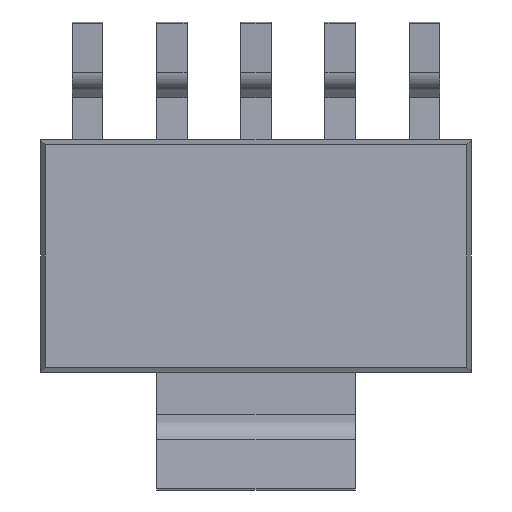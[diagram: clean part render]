
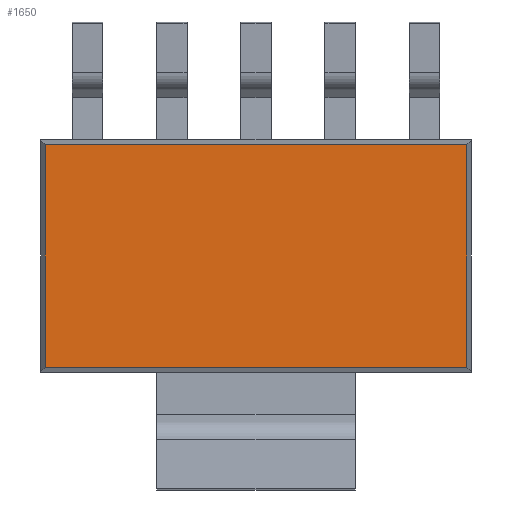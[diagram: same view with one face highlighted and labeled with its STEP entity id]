
A CAD part, front view. The second image highlights one B-rep face of the part: STEP entity #1650.
In plain terms, the highlighted planar face has unit normal (0, -1, 0).
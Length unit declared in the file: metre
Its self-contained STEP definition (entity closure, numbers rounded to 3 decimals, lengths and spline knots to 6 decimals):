
#96=ORIENTED_EDGE('',*,*,#584,.T.);
#97=ORIENTED_EDGE('',*,*,#585,.T.);
#98=ORIENTED_EDGE('',*,*,#586,.T.);
#99=ORIENTED_EDGE('',*,*,#587,.T.);
#584=EDGE_CURVE('',#828,#829,#988,.T.);
#585=EDGE_CURVE('',#829,#830,#989,.T.);
#586=EDGE_CURVE('',#830,#831,#990,.T.);
#587=EDGE_CURVE('',#831,#828,#991,.T.);
#828=VERTEX_POINT('',#2485);
#829=VERTEX_POINT('',#2486);
#830=VERTEX_POINT('',#2488);
#831=VERTEX_POINT('',#2490);
#988=LINE('',#2484,#1184);
#989=LINE('',#2487,#1185);
#990=LINE('',#2489,#1186);
#991=LINE('',#2491,#1187);
#1184=VECTOR('',#1984,1.);
#1185=VECTOR('',#1985,1.);
#1186=VECTOR('',#1986,1.);
#1187=VECTOR('',#1987,1.);
#1380=EDGE_LOOP('',(#96,#97,#98,#99));
#1478=FACE_BOUND('',#1380,.T.);
#1576=PLANE('',#1828);
#1650=ADVANCED_FACE('',(#1478),#1576,.T.);
#1828=AXIS2_PLACEMENT_3D('',#2483,#1982,#1983);
#1982=DIRECTION('',(0.,-1.,0.));
#1983=DIRECTION('',(0.,0.,-1.));
#1984=DIRECTION('',(1.,0.,0.));
#1985=DIRECTION('',(0.,0.,1.));
#1986=DIRECTION('',(-1.,0.,0.));
#1987=DIRECTION('',(0.,0.,-1.));
#2483=CARTESIAN_POINT('',(0.,0.00015,0.));
#2484=CARTESIAN_POINT('',(-0.00325,0.00015,-0.001679));
#2485=CARTESIAN_POINT('',(-0.003179,0.00015,-0.001679));
#2486=CARTESIAN_POINT('',(0.003179,0.00015,-0.001679));
#2487=CARTESIAN_POINT('',(0.003179,0.00015,-0.00175));
#2488=CARTESIAN_POINT('',(0.003179,0.00015,0.001679));
#2489=CARTESIAN_POINT('',(0.00325,0.00015,0.001679));
#2490=CARTESIAN_POINT('',(-0.003179,0.00015,0.001679));
#2491=CARTESIAN_POINT('',(-0.003179,0.00015,0.00175));
